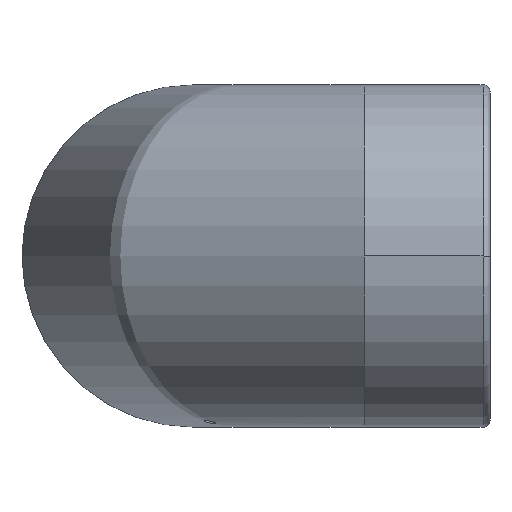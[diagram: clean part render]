
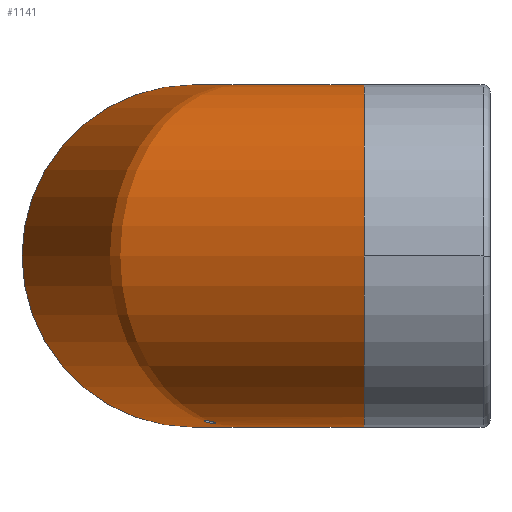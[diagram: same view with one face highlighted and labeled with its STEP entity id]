
A CAD part, left-side view. The second image highlights one B-rep face of the part: STEP entity #1141.
In plain terms, the highlighted toroidal (fillet/blend) face has major radius 49 mm and minor radius 49 mm.
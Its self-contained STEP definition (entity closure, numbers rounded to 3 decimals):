
#32=TOROIDAL_SURFACE('',#1239,49.,49.);
#108=B_SPLINE_CURVE_WITH_KNOTS('',3,(#1525,#1526,#1527,#1528,#1529,#1530,
#1531),.UNSPECIFIED.,.F.,.F.,(4,1,1,1,4),(0.,0.001,
0.002,0.004,0.005),
 .UNSPECIFIED.);
#141=B_SPLINE_CURVE_WITH_KNOTS('',3,(#11072,#11073,#11074,#11075,#11076,
#11077,#11078),.UNSPECIFIED.,.F.,.F.,(4,1,1,1,4),(0.,
0.001,0.002,0.004,0.005),
 .UNSPECIFIED.);
#467=ORIENTED_EDGE('',*,*,#652,.F.);
#468=ORIENTED_EDGE('',*,*,#796,.F.);
#469=ORIENTED_EDGE('',*,*,#782,.F.);
#470=ORIENTED_EDGE('',*,*,#785,.T.);
#471=ORIENTED_EDGE('',*,*,#797,.T.);
#472=ORIENTED_EDGE('',*,*,#781,.F.);
#473=ORIENTED_EDGE('',*,*,#798,.F.);
#652=EDGE_CURVE('',#834,#833,#108,.T.);
#781=EDGE_CURVE('',#949,#950,#972,.T.);
#782=EDGE_CURVE('',#950,#951,#973,.T.);
#785=EDGE_CURVE('',#950,#952,#974,.T.);
#796=EDGE_CURVE('',#833,#834,#141,.T.);
#797=EDGE_CURVE('',#952,#950,#979,.T.);
#798=EDGE_CURVE('',#951,#949,#980,.T.);
#833=VERTEX_POINT('',#1522);
#834=VERTEX_POINT('',#1524);
#949=VERTEX_POINT('',#11047);
#950=VERTEX_POINT('',#11049);
#951=VERTEX_POINT('',#11051);
#952=VERTEX_POINT('',#11055);
#972=CIRCLE('',#1227,49.);
#973=CIRCLE('',#1228,49.);
#974=CIRCLE('',#1230,49.);
#979=CIRCLE('',#1240,49.);
#980=CIRCLE('',#1241,49.);
#1008=EDGE_LOOP('',(#467,#468));
#1009=EDGE_LOOP('',(#469,#470,#471,#472,#473));
#1073=FACE_BOUND('',#1008,.T.);
#1074=FACE_BOUND('',#1009,.T.);
#1141=ADVANCED_FACE('',(#1073,#1074),#32,.T.);
#1227=AXIS2_PLACEMENT_3D('',#11048,#1363,#1364);
#1228=AXIS2_PLACEMENT_3D('',#11050,#1365,#1366);
#1230=AXIS2_PLACEMENT_3D('',#11056,#1371,#1372);
#1239=AXIS2_PLACEMENT_3D('',#11071,#1395,#1396);
#1240=AXIS2_PLACEMENT_3D('',#11079,#1397,#1398);
#1241=AXIS2_PLACEMENT_3D('',#11080,#1399,#1400);
#1363=DIRECTION('',(1.,0.,0.));
#1364=DIRECTION('',(0.,0.,-1.));
#1365=DIRECTION('',(1.,0.,0.));
#1366=DIRECTION('',(0.,0.,-1.));
#1371=DIRECTION('',(0.,1.,0.));
#1372=DIRECTION('',(0.,0.,-1.));
#1395=DIRECTION('',(0.,0.,1.));
#1396=DIRECTION('',(1.,0.,0.));
#1397=DIRECTION('',(0.,1.,0.));
#1398=DIRECTION('',(0.,0.,-1.));
#1399=DIRECTION('',(1.,0.,0.));
#1400=DIRECTION('',(0.,0.,-1.));
#1522=CARTESIAN_POINT('',(8.686,-4.803,-47.79));
#1524=CARTESIAN_POINT('',(5.686,-4.803,-47.276));
#1525=CARTESIAN_POINT('',(5.686,-4.803,-47.276));
#1526=CARTESIAN_POINT('',(5.686,-4.408,-47.199));
#1527=CARTESIAN_POINT('',(6.014,-3.617,-47.102));
#1528=CARTESIAN_POINT('',(7.216,-3.141,-47.236));
#1529=CARTESIAN_POINT('',(8.364,-3.641,-47.539));
#1530=CARTESIAN_POINT('',(8.686,-4.406,-47.724));
#1531=CARTESIAN_POINT('',(8.686,-4.803,-47.79));
#11047=CARTESIAN_POINT('',(49.,0.,49.));
#11048=CARTESIAN_POINT('',(49.,0.,0.));
#11049=CARTESIAN_POINT('',(49.,-49.,0.));
#11050=CARTESIAN_POINT('',(49.,0.,0.));
#11051=CARTESIAN_POINT('',(49.,0.,-49.));
#11055=CARTESIAN_POINT('',(-49.,-49.,0.));
#11056=CARTESIAN_POINT('',(0.,-49.,0.));
#11071=CARTESIAN_POINT('',(49.,-49.,0.));
#11072=CARTESIAN_POINT('',(8.686,-4.803,-47.79));
#11073=CARTESIAN_POINT('',(8.686,-5.2,-47.857));
#11074=CARTESIAN_POINT('',(8.357,-5.99,-47.932));
#11075=CARTESIAN_POINT('',(7.155,-6.467,-47.828));
#11076=CARTESIAN_POINT('',(6.003,-5.96,-47.554));
#11077=CARTESIAN_POINT('',(5.686,-5.198,-47.353));
#11078=CARTESIAN_POINT('',(5.686,-4.803,-47.276));
#11079=CARTESIAN_POINT('',(0.,-49.,0.));
#11080=CARTESIAN_POINT('',(49.,0.,0.));
